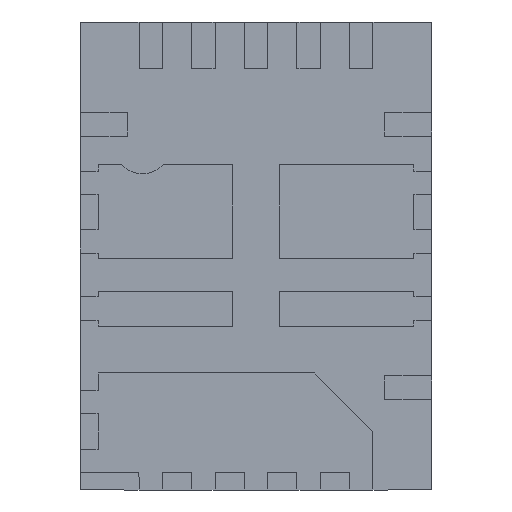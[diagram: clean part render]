
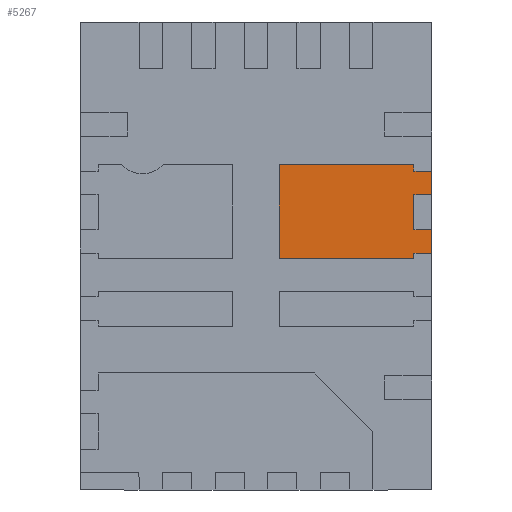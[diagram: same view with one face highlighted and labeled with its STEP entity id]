
A CAD part, front view. The second image highlights one B-rep face of the part: STEP entity #5267.
In plain terms, the highlighted planar face has unit normal (0, -1, 0).
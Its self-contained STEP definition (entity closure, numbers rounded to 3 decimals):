
#148 = CARTESIAN_POINT ( 'NONE',  ( 1.5, 0., 0.225 ) ) ;
#252 = EDGE_CURVE ( 'NONE', #4623, #7107, #2843, .T. ) ;
#303 = CARTESIAN_POINT ( 'NONE',  ( 0.2, 0., -0.02 ) ) ;
#334 = CARTESIAN_POINT ( 'NONE',  ( 1.35, 0., 0.78 ) ) ;
#459 = LINE ( 'NONE', #7341, #3051 ) ;
#472 = VERTEX_POINT ( 'NONE', #2117 ) ;
#619 = ORIENTED_EDGE ( 'NONE', *, *, #2395, .F. ) ;
#695 = VECTOR ( 'NONE', #5356, 1000. ) ;
#771 = ORIENTED_EDGE ( 'NONE', *, *, #252, .F. ) ;
#788 = LINE ( 'NONE', #4161, #3060 ) ;
#953 = CARTESIAN_POINT ( 'NONE',  ( 1.35, 0., 0.225 ) ) ;
#1250 = CARTESIAN_POINT ( 'NONE',  ( 1.35, 0., 0.525 ) ) ;
#1267 = AXIS2_PLACEMENT_3D ( 'NONE', #5724, #1486, #6272 ) ;
#1287 = EDGE_CURVE ( 'NONE', #8647, #472, #5827, .T. ) ;
#1315 = VERTEX_POINT ( 'NONE', #2255 ) ;
#1486 = DIRECTION ( 'NONE',  ( 0., 1., 0. ) ) ;
#1682 = DIRECTION ( 'NONE',  ( 1., 0., 0. ) ) ;
#1700 = LINE ( 'NONE', #2428, #6534 ) ;
#1742 = VERTEX_POINT ( 'NONE', #7157 ) ;
#1808 = VERTEX_POINT ( 'NONE', #3147 ) ;
#1836 = DIRECTION ( 'NONE',  ( 0., 0., -1. ) ) ;
#1860 = EDGE_CURVE ( 'NONE', #4559, #1315, #459, .T. ) ;
#1941 = VECTOR ( 'NONE', #1682, 1000. ) ;
#1973 = ORIENTED_EDGE ( 'NONE', *, *, #1287, .F. ) ;
#1994 = LINE ( 'NONE', #2717, #4123 ) ;
#2117 = CARTESIAN_POINT ( 'NONE',  ( 1.5, 0., 0.725 ) ) ;
#2255 = CARTESIAN_POINT ( 'NONE',  ( 1.35, 0., -0.02 ) ) ;
#2297 = CARTESIAN_POINT ( 'NONE',  ( 1.35, 0., 0.025 ) ) ;
#2348 = CARTESIAN_POINT ( 'NONE',  ( 1.35, 0., 0.725 ) ) ;
#2395 = EDGE_CURVE ( 'NONE', #472, #6977, #788, .T. ) ;
#2428 = CARTESIAN_POINT ( 'NONE',  ( 1.35, 0., 0.78 ) ) ;
#2606 = LINE ( 'NONE', #4719, #695 ) ;
#2658 = LINE ( 'NONE', #4858, #4526 ) ;
#2717 = CARTESIAN_POINT ( 'NONE',  ( 0.2, 0., 0.78 ) ) ;
#2746 = LINE ( 'NONE', #8232, #2855 ) ;
#2843 = LINE ( 'NONE', #148, #7788 ) ;
#2855 = VECTOR ( 'NONE', #4125, 1000. ) ;
#2886 = ORIENTED_EDGE ( 'NONE', *, *, #3412, .F. ) ;
#2962 = EDGE_CURVE ( 'NONE', #6977, #8486, #2746, .T. ) ;
#3051 = VECTOR ( 'NONE', #3097, 1000. ) ;
#3060 = VECTOR ( 'NONE', #8309, 1000. ) ;
#3097 = DIRECTION ( 'NONE',  ( 0., 0., -1. ) ) ;
#3147 = CARTESIAN_POINT ( 'NONE',  ( 1.35, 0., 0.225 ) ) ;
#3271 = CARTESIAN_POINT ( 'NONE',  ( 1.5, 0., 0.525 ) ) ;
#3412 = EDGE_CURVE ( 'NONE', #1315, #1742, #2606, .T. ) ;
#3483 = CARTESIAN_POINT ( 'NONE',  ( 1.5, 0., 0.225 ) ) ;
#3549 = FACE_OUTER_BOUND ( 'NONE', #3772, .T. ) ;
#3612 = LINE ( 'NONE', #303, #4534 ) ;
#3746 = EDGE_CURVE ( 'NONE', #7107, #4559, #5979, .T. ) ;
#3766 = ORIENTED_EDGE ( 'NONE', *, *, #5923, .F. ) ;
#3772 = EDGE_LOOP ( 'NONE', ( #771, #3766, #7888, #7221, #619, #1973, #6358, #5072, #5996, #2886, #8805, #4110 ) ) ;
#3906 = DIRECTION ( 'NONE',  ( -1., 0., 0. ) ) ;
#4051 = CARTESIAN_POINT ( 'NONE',  ( 1.35, 0., 0.725 ) ) ;
#4110 = ORIENTED_EDGE ( 'NONE', *, *, #3746, .F. ) ;
#4123 = VECTOR ( 'NONE', #4745, 1000. ) ;
#4125 = DIRECTION ( 'NONE',  ( -1., 0., 0. ) ) ;
#4161 = CARTESIAN_POINT ( 'NONE',  ( 1.5, 0., 0.725 ) ) ;
#4163 = CARTESIAN_POINT ( 'NONE',  ( 0.2, 0., 0.78 ) ) ;
#4287 = EDGE_CURVE ( 'NONE', #4610, #5930, #1994, .T. ) ;
#4338 = CARTESIAN_POINT ( 'NONE',  ( 1.5, 0., 0.025 ) ) ;
#4466 = DIRECTION ( 'NONE',  ( 1., 0., 0. ) ) ;
#4526 = VECTOR ( 'NONE', #6178, 1000. ) ;
#4534 = VECTOR ( 'NONE', #7329, 1000. ) ;
#4559 = VERTEX_POINT ( 'NONE', #2297 ) ;
#4610 = VERTEX_POINT ( 'NONE', #4163 ) ;
#4623 = VERTEX_POINT ( 'NONE', #3483 ) ;
#4719 = CARTESIAN_POINT ( 'NONE',  ( 1.35, 0., -0.02 ) ) ;
#4745 = DIRECTION ( 'NONE',  ( 1., 0., 0. ) ) ;
#4829 = EDGE_CURVE ( 'NONE', #1742, #4610, #3612, .T. ) ;
#4858 = CARTESIAN_POINT ( 'NONE',  ( 1.35, 0., 0.525 ) ) ;
#5072 = ORIENTED_EDGE ( 'NONE', *, *, #4287, .F. ) ;
#5267 = ADVANCED_FACE ( 'NONE', ( #3549 ), #7789, .F. ) ;
#5356 = DIRECTION ( 'NONE',  ( -1., 0., 0. ) ) ;
#5441 = LINE ( 'NONE', #953, #1941 ) ;
#5724 = CARTESIAN_POINT ( 'NONE',  ( 0., 0., 0. ) ) ;
#5827 = LINE ( 'NONE', #2348, #6891 ) ;
#5923 = EDGE_CURVE ( 'NONE', #1808, #4623, #5441, .T. ) ;
#5930 = VERTEX_POINT ( 'NONE', #334 ) ;
#5979 = LINE ( 'NONE', #6660, #7462 ) ;
#5996 = ORIENTED_EDGE ( 'NONE', *, *, #4829, .F. ) ;
#6178 = DIRECTION ( 'NONE',  ( 0., 0., -1. ) ) ;
#6272 = DIRECTION ( 'NONE',  ( 0., 0., 1. ) ) ;
#6358 = ORIENTED_EDGE ( 'NONE', *, *, #6841, .F. ) ;
#6534 = VECTOR ( 'NONE', #1836, 1000. ) ;
#6575 = EDGE_CURVE ( 'NONE', #8486, #1808, #2658, .T. ) ;
#6660 = CARTESIAN_POINT ( 'NONE',  ( 1.5, 0., 0.025 ) ) ;
#6841 = EDGE_CURVE ( 'NONE', #5930, #8647, #1700, .T. ) ;
#6891 = VECTOR ( 'NONE', #4466, 1000. ) ;
#6977 = VERTEX_POINT ( 'NONE', #3271 ) ;
#7027 = DIRECTION ( 'NONE',  ( 0., 0., -1. ) ) ;
#7107 = VERTEX_POINT ( 'NONE', #4338 ) ;
#7157 = CARTESIAN_POINT ( 'NONE',  ( 0.2, 0., -0.02 ) ) ;
#7221 = ORIENTED_EDGE ( 'NONE', *, *, #2962, .F. ) ;
#7329 = DIRECTION ( 'NONE',  ( 0., 0., 1. ) ) ;
#7341 = CARTESIAN_POINT ( 'NONE',  ( 1.35, 0., 0.025 ) ) ;
#7462 = VECTOR ( 'NONE', #3906, 1000. ) ;
#7788 = VECTOR ( 'NONE', #7027, 1000. ) ;
#7789 = PLANE ( 'NONE',  #1267 ) ;
#7888 = ORIENTED_EDGE ( 'NONE', *, *, #6575, .F. ) ;
#8232 = CARTESIAN_POINT ( 'NONE',  ( 1.5, 0., 0.525 ) ) ;
#8309 = DIRECTION ( 'NONE',  ( 0., 0., -1. ) ) ;
#8486 = VERTEX_POINT ( 'NONE', #1250 ) ;
#8647 = VERTEX_POINT ( 'NONE', #4051 ) ;
#8805 = ORIENTED_EDGE ( 'NONE', *, *, #1860, .F. ) ;
